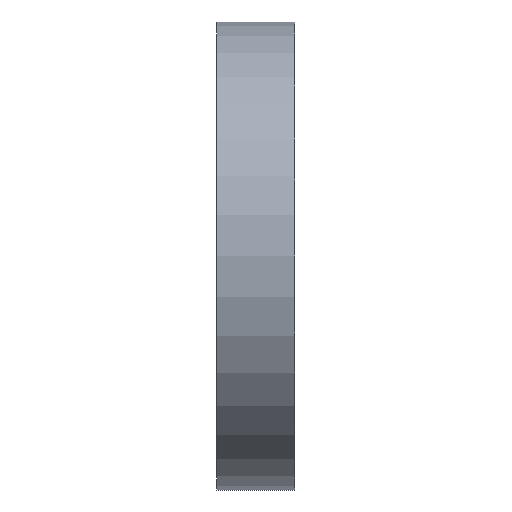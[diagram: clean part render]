
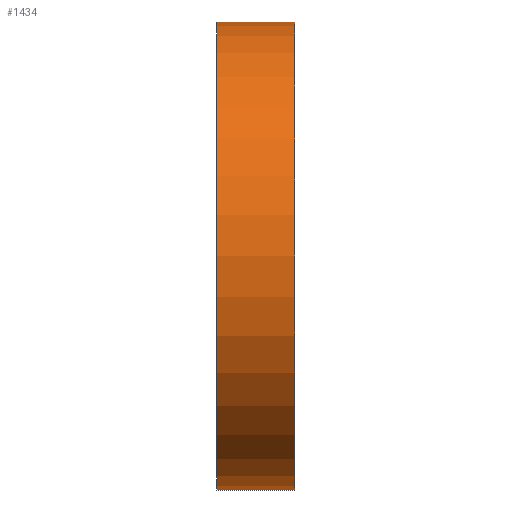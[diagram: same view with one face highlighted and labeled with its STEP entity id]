
A CAD part, left-side view. The second image highlights one B-rep face of the part: STEP entity #1434.
In plain terms, the highlighted cylindrical face has radius 48 mm (diameter 96 mm), a partial arc.
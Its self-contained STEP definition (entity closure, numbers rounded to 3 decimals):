
#191 = CARTESIAN_POINT ( 'NONE',  ( 0., 0., -48. ) ) ;
#608 = AXIS2_PLACEMENT_3D ( 'NONE', #1967, #1153, #746 ) ;
#717 = DIRECTION ( 'NONE',  ( 0., -1., 0. ) ) ;
#746 = DIRECTION ( 'NONE',  ( 0., 0., 1. ) ) ;
#837 = DIRECTION ( 'NONE',  ( 0., 1., 0. ) ) ;
#910 = FACE_OUTER_BOUND ( 'NONE', #4031, .T. ) ;
#1085 = ORIENTED_EDGE ( 'NONE', *, *, #1488, .F. ) ;
#1153 = DIRECTION ( 'NONE',  ( 0., 1., 0. ) ) ;
#1161 = CARTESIAN_POINT ( 'NONE',  ( 0., 16., 0. ) ) ;
#1172 = VERTEX_POINT ( 'NONE', #191 ) ;
#1199 = CARTESIAN_POINT ( 'NONE',  ( 0., 16., 48. ) ) ;
#1300 = CARTESIAN_POINT ( 'NONE',  ( 0., 0., 48. ) ) ;
#1348 = VERTEX_POINT ( 'NONE', #1485 ) ;
#1434 = ADVANCED_FACE ( 'NONE', ( #910 ), #4174, .T. ) ;
#1485 = CARTESIAN_POINT ( 'NONE',  ( 0., 16., -48. ) ) ;
#1488 = EDGE_CURVE ( 'NONE', #2961, #4073, #3031, .T. ) ;
#1675 = EDGE_CURVE ( 'NONE', #1172, #4073, #3101, .T. ) ;
#1967 = CARTESIAN_POINT ( 'NONE',  ( 0., 0., 0. ) ) ;
#1978 = DIRECTION ( 'NONE',  ( 0., 0., -1. ) ) ;
#2079 = ORIENTED_EDGE ( 'NONE', *, *, #4742, .F. ) ;
#2734 = ORIENTED_EDGE ( 'NONE', *, *, #1675, .T. ) ;
#2773 = DIRECTION ( 'NONE',  ( 0., -1., 0. ) ) ;
#2922 = DIRECTION ( 'NONE',  ( 0., 0., 1. ) ) ;
#2942 = CARTESIAN_POINT ( 'NONE',  ( 0., 16., 0. ) ) ;
#2961 = VERTEX_POINT ( 'NONE', #4698 ) ;
#3031 = LINE ( 'NONE', #1199, #4039 ) ;
#3101 = CIRCLE ( 'NONE', #608, 48. ) ;
#3196 = ORIENTED_EDGE ( 'NONE', *, *, #5149, .T. ) ;
#3224 = CARTESIAN_POINT ( 'NONE',  ( 0., 16., -48. ) ) ;
#3265 = LINE ( 'NONE', #3224, #3856 ) ;
#3523 = AXIS2_PLACEMENT_3D ( 'NONE', #2942, #837, #2922 ) ;
#3856 = VECTOR ( 'NONE', #2773, 1000. ) ;
#3933 = CIRCLE ( 'NONE', #3523, 48. ) ;
#4031 = EDGE_LOOP ( 'NONE', ( #1085, #2079, #3196, #2734 ) ) ;
#4039 = VECTOR ( 'NONE', #717, 1000. ) ;
#4073 = VERTEX_POINT ( 'NONE', #1300 ) ;
#4174 = CYLINDRICAL_SURFACE ( 'NONE', #5085, 48. ) ;
#4698 = CARTESIAN_POINT ( 'NONE',  ( 0., 16., 48. ) ) ;
#4742 = EDGE_CURVE ( 'NONE', #1348, #2961, #3933, .T. ) ;
#5085 = AXIS2_PLACEMENT_3D ( 'NONE', #1161, #5416, #1978 ) ;
#5149 = EDGE_CURVE ( 'NONE', #1348, #1172, #3265, .T. ) ;
#5416 = DIRECTION ( 'NONE',  ( 0., -1., 0. ) ) ;
